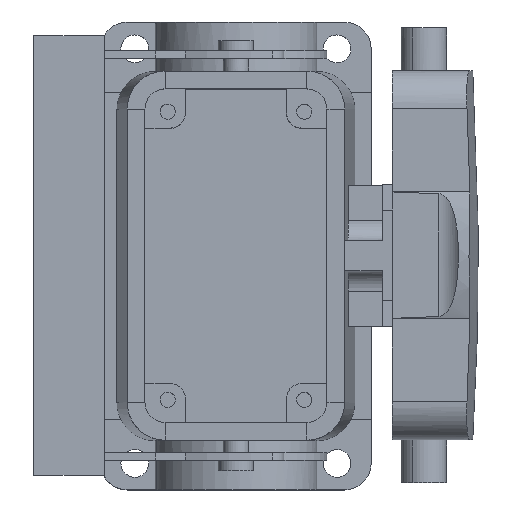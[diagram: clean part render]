
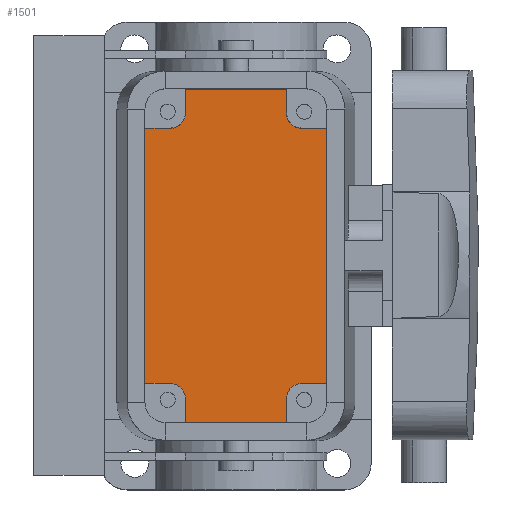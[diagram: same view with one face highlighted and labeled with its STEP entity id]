
A CAD part, top view. The second image highlights one B-rep face of the part: STEP entity #1501.
In plain terms, the highlighted planar face has unit normal (0, 0, 1).
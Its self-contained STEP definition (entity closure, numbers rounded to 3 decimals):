
#1356=AXIS2_PLACEMENT_3D('Plane Axis2P3D',#1353,#1354,#1355) ;
#297=CARTESIAN_POINT('Vertex',(30.,13.25,5.5)) ;
#339=CARTESIAN_POINT('Vertex',(50.,13.25,5.5)) ;
#342=CARTESIAN_POINT('Line Origine',(40.,13.25,5.5)) ;
#883=CARTESIAN_POINT('Vertex',(30.,18.,5.5)) ;
#891=CARTESIAN_POINT('Line Origine',(30.,15.625,5.5)) ;
#1334=CARTESIAN_POINT('Line Origine',(50.,15.625,5.5)) ;
#1338=CARTESIAN_POINT('Vertex',(50.,18.,5.5)) ;
#1353=CARTESIAN_POINT('Axis2P3D Location',(40.,46.25,5.5)) ;
#1359=CARTESIAN_POINT('Control Point',(50.,18.,5.5)) ;
#1360=CARTESIAN_POINT('Control Point',(50.,18.339,5.5)) ;
#1361=CARTESIAN_POINT('Control Point',(50.048,18.679,5.5)) ;
#1362=CARTESIAN_POINT('Control Point',(50.144,19.009,5.5)) ;
#1363=CARTESIAN_POINT('Control Point',(50.427,19.634,5.5)) ;
#1364=CARTESIAN_POINT('Control Point',(50.872,20.155,5.5)) ;
#1365=CARTESIAN_POINT('Control Point',(51.13,20.383,5.5)) ;
#1366=CARTESIAN_POINT('Control Point',(51.639,20.717,5.5)) ;
#1367=CARTESIAN_POINT('Control Point',(52.213,20.913,5.5)) ;
#1368=CARTESIAN_POINT('Control Point',(52.473,20.971,5.5)) ;
#1369=CARTESIAN_POINT('Control Point',(52.736,21.,5.5)) ;
#1370=CARTESIAN_POINT('Control Point',(53.,21.,5.5)) ;
#1371=CARTESIAN_POINT('Vertex',(53.,21.,5.5)) ;
#1374=CARTESIAN_POINT('Line Origine',(55.5,21.,5.5)) ;
#1378=CARTESIAN_POINT('Vertex',(58.,21.,5.5)) ;
#1381=CARTESIAN_POINT('Line Origine',(58.,46.25,5.5)) ;
#1385=CARTESIAN_POINT('Vertex',(58.,71.5,5.5)) ;
#1388=CARTESIAN_POINT('Line Origine',(55.5,71.5,5.5)) ;
#1392=CARTESIAN_POINT('Vertex',(53.,71.5,5.5)) ;
#1396=CARTESIAN_POINT('Control Point',(53.,71.5,5.5)) ;
#1397=CARTESIAN_POINT('Control Point',(52.661,71.5,5.5)) ;
#1398=CARTESIAN_POINT('Control Point',(52.321,71.548,5.5)) ;
#1399=CARTESIAN_POINT('Control Point',(51.991,71.644,5.5)) ;
#1400=CARTESIAN_POINT('Control Point',(51.366,71.927,5.5)) ;
#1401=CARTESIAN_POINT('Control Point',(50.845,72.372,5.5)) ;
#1402=CARTESIAN_POINT('Control Point',(50.617,72.63,5.5)) ;
#1403=CARTESIAN_POINT('Control Point',(50.283,73.139,5.5)) ;
#1404=CARTESIAN_POINT('Control Point',(50.087,73.713,5.5)) ;
#1405=CARTESIAN_POINT('Control Point',(50.029,73.973,5.5)) ;
#1406=CARTESIAN_POINT('Control Point',(50.,74.236,5.5)) ;
#1407=CARTESIAN_POINT('Control Point',(50.,74.5,5.5)) ;
#1408=CARTESIAN_POINT('Vertex',(50.,74.5,5.5)) ;
#1411=CARTESIAN_POINT('Line Origine',(50.,76.875,5.5)) ;
#1415=CARTESIAN_POINT('Vertex',(50.,79.25,5.5)) ;
#1418=CARTESIAN_POINT('Line Origine',(40.,79.25,5.5)) ;
#1422=CARTESIAN_POINT('Vertex',(30.,79.25,5.5)) ;
#1425=CARTESIAN_POINT('Line Origine',(30.,76.875,5.5)) ;
#1429=CARTESIAN_POINT('Vertex',(30.,74.5,5.5)) ;
#1433=CARTESIAN_POINT('Control Point',(30.,74.5,5.5)) ;
#1434=CARTESIAN_POINT('Control Point',(30.,74.161,5.5)) ;
#1435=CARTESIAN_POINT('Control Point',(29.952,73.821,5.5)) ;
#1436=CARTESIAN_POINT('Control Point',(29.856,73.491,5.5)) ;
#1437=CARTESIAN_POINT('Control Point',(29.573,72.866,5.5)) ;
#1438=CARTESIAN_POINT('Control Point',(29.128,72.345,5.5)) ;
#1439=CARTESIAN_POINT('Control Point',(28.87,72.117,5.5)) ;
#1440=CARTESIAN_POINT('Control Point',(28.361,71.783,5.5)) ;
#1441=CARTESIAN_POINT('Control Point',(27.787,71.587,5.5)) ;
#1442=CARTESIAN_POINT('Control Point',(27.527,71.529,5.5)) ;
#1443=CARTESIAN_POINT('Control Point',(27.264,71.5,5.5)) ;
#1444=CARTESIAN_POINT('Control Point',(27.,71.5,5.5)) ;
#1445=CARTESIAN_POINT('Vertex',(27.,71.5,5.5)) ;
#1448=CARTESIAN_POINT('Line Origine',(24.5,71.5,5.5)) ;
#1452=CARTESIAN_POINT('Vertex',(22.,71.5,5.5)) ;
#1455=CARTESIAN_POINT('Line Origine',(22.,46.25,5.5)) ;
#1459=CARTESIAN_POINT('Vertex',(22.,21.,5.5)) ;
#1462=CARTESIAN_POINT('Line Origine',(24.5,21.,5.5)) ;
#1466=CARTESIAN_POINT('Vertex',(27.,21.,5.5)) ;
#1470=CARTESIAN_POINT('Control Point',(27.,21.,5.5)) ;
#1471=CARTESIAN_POINT('Control Point',(27.339,21.,5.5)) ;
#1472=CARTESIAN_POINT('Control Point',(27.679,20.952,5.5)) ;
#1473=CARTESIAN_POINT('Control Point',(28.009,20.856,5.5)) ;
#1474=CARTESIAN_POINT('Control Point',(28.634,20.573,5.5)) ;
#1475=CARTESIAN_POINT('Control Point',(29.155,20.128,5.5)) ;
#1476=CARTESIAN_POINT('Control Point',(29.383,19.87,5.5)) ;
#1477=CARTESIAN_POINT('Control Point',(29.717,19.361,5.5)) ;
#1478=CARTESIAN_POINT('Control Point',(29.913,18.787,5.5)) ;
#1479=CARTESIAN_POINT('Control Point',(29.971,18.527,5.5)) ;
#1480=CARTESIAN_POINT('Control Point',(30.,18.264,5.5)) ;
#1481=CARTESIAN_POINT('Control Point',(30.,18.,5.5)) ;
#343=DIRECTION('Vector Direction',(1.,0.,0.)) ;
#892=DIRECTION('Vector Direction',(0.,-1.,0.)) ;
#1335=DIRECTION('Vector Direction',(0.,-1.,0.)) ;
#1354=DIRECTION('Axis2P3D Direction',(-0.,0.,1.)) ;
#1355=DIRECTION('Axis2P3D XDirection',(0.,-1.,0.)) ;
#1375=DIRECTION('Vector Direction',(-1.,0.,0.)) ;
#1382=DIRECTION('Vector Direction',(0.,-1.,0.)) ;
#1389=DIRECTION('Vector Direction',(-1.,0.,0.)) ;
#1412=DIRECTION('Vector Direction',(0.,1.,0.)) ;
#1419=DIRECTION('Vector Direction',(-1.,0.,0.)) ;
#1426=DIRECTION('Vector Direction',(0.,1.,0.)) ;
#1449=DIRECTION('Vector Direction',(1.,0.,0.)) ;
#1456=DIRECTION('Vector Direction',(0.,1.,0.)) ;
#1463=DIRECTION('Vector Direction',(1.,0.,0.)) ;
#344=VECTOR('Line Direction',#343,1.) ;
#893=VECTOR('Line Direction',#892,1.) ;
#1336=VECTOR('Line Direction',#1335,1.) ;
#1376=VECTOR('Line Direction',#1375,1.) ;
#1383=VECTOR('Line Direction',#1382,1.) ;
#1390=VECTOR('Line Direction',#1389,1.) ;
#1413=VECTOR('Line Direction',#1412,1.) ;
#1420=VECTOR('Line Direction',#1419,1.) ;
#1427=VECTOR('Line Direction',#1426,1.) ;
#1450=VECTOR('Line Direction',#1449,1.) ;
#1457=VECTOR('Line Direction',#1456,1.) ;
#1464=VECTOR('Line Direction',#1463,1.) ;
#1484=ORIENTED_EDGE('',*,*,#1373,.F.) ;
#1485=ORIENTED_EDGE('',*,*,#1380,.F.) ;
#1486=ORIENTED_EDGE('',*,*,#1387,.T.) ;
#1487=ORIENTED_EDGE('',*,*,#1394,.T.) ;
#1488=ORIENTED_EDGE('',*,*,#1410,.F.) ;
#1489=ORIENTED_EDGE('',*,*,#1417,.T.) ;
#1490=ORIENTED_EDGE('',*,*,#1424,.T.) ;
#1491=ORIENTED_EDGE('',*,*,#1431,.F.) ;
#1492=ORIENTED_EDGE('',*,*,#1447,.F.) ;
#1493=ORIENTED_EDGE('',*,*,#1454,.F.) ;
#1494=ORIENTED_EDGE('',*,*,#1461,.T.) ;
#1495=ORIENTED_EDGE('',*,*,#1468,.T.) ;
#1496=ORIENTED_EDGE('',*,*,#1482,.F.) ;
#1497=ORIENTED_EDGE('',*,*,#895,.T.) ;
#1498=ORIENTED_EDGE('',*,*,#346,.T.) ;
#1499=ORIENTED_EDGE('',*,*,#1340,.F.) ;
#1501=ADVANCED_FACE('Housing',(#1500),#1357,.T.) ;
#1358=B_SPLINE_CURVE_WITH_KNOTS('',5,(#1359,#1360,#1361,#1362,#1363,#1364,#1365,#1366,#1367,#1368,#1369,#1370),.UNSPECIFIED.,.F.,.U.,(6,3,3,6),(0.,2.4,4.8,6.664),.UNSPECIFIED.) ;
#1395=B_SPLINE_CURVE_WITH_KNOTS('',5,(#1396,#1397,#1398,#1399,#1400,#1401,#1402,#1403,#1404,#1405,#1406,#1407),.UNSPECIFIED.,.F.,.U.,(6,3,3,6),(0.,2.4,4.8,6.664),.UNSPECIFIED.) ;
#1432=B_SPLINE_CURVE_WITH_KNOTS('',5,(#1433,#1434,#1435,#1436,#1437,#1438,#1439,#1440,#1441,#1442,#1443,#1444),.UNSPECIFIED.,.F.,.U.,(6,3,3,6),(0.,2.4,4.8,6.664),.UNSPECIFIED.) ;
#1469=B_SPLINE_CURVE_WITH_KNOTS('',5,(#1470,#1471,#1472,#1473,#1474,#1475,#1476,#1477,#1478,#1479,#1480,#1481),.UNSPECIFIED.,.F.,.U.,(6,3,3,6),(0.,2.4,4.8,6.664),.UNSPECIFIED.) ;
#346=EDGE_CURVE('',#298,#340,#345,.T.) ;
#895=EDGE_CURVE('',#884,#298,#894,.T.) ;
#1340=EDGE_CURVE('',#1339,#340,#1337,.T.) ;
#1373=EDGE_CURVE('',#1372,#1339,#1358,.F.) ;
#1380=EDGE_CURVE('',#1379,#1372,#1377,.T.) ;
#1387=EDGE_CURVE('',#1379,#1386,#1384,.F.) ;
#1394=EDGE_CURVE('',#1386,#1393,#1391,.T.) ;
#1410=EDGE_CURVE('',#1409,#1393,#1395,.F.) ;
#1417=EDGE_CURVE('',#1409,#1416,#1414,.T.) ;
#1424=EDGE_CURVE('',#1416,#1423,#1421,.T.) ;
#1431=EDGE_CURVE('',#1430,#1423,#1428,.T.) ;
#1447=EDGE_CURVE('',#1446,#1430,#1432,.F.) ;
#1454=EDGE_CURVE('',#1453,#1446,#1451,.T.) ;
#1461=EDGE_CURVE('',#1453,#1460,#1458,.F.) ;
#1468=EDGE_CURVE('',#1460,#1467,#1465,.T.) ;
#1482=EDGE_CURVE('',#884,#1467,#1469,.F.) ;
#1483=EDGE_LOOP('',(#1484,#1485,#1486,#1487,#1488,#1489,#1490,#1491,#1492,#1493,#1494,#1495,#1496,#1497,#1498,#1499)) ;
#1500=FACE_OUTER_BOUND('',#1483,.T.) ;
#345=LINE('Line',#342,#344) ;
#894=LINE('Line',#891,#893) ;
#1337=LINE('Line',#1334,#1336) ;
#1377=LINE('Line',#1374,#1376) ;
#1384=LINE('Line',#1381,#1383) ;
#1391=LINE('Line',#1388,#1390) ;
#1414=LINE('Line',#1411,#1413) ;
#1421=LINE('Line',#1418,#1420) ;
#1428=LINE('Line',#1425,#1427) ;
#1451=LINE('Line',#1448,#1450) ;
#1458=LINE('Line',#1455,#1457) ;
#1465=LINE('Line',#1462,#1464) ;
#1357=PLANE('',#1356) ;
#298=VERTEX_POINT('',#297) ;
#340=VERTEX_POINT('',#339) ;
#884=VERTEX_POINT('',#883) ;
#1339=VERTEX_POINT('',#1338) ;
#1372=VERTEX_POINT('',#1371) ;
#1379=VERTEX_POINT('',#1378) ;
#1386=VERTEX_POINT('',#1385) ;
#1393=VERTEX_POINT('',#1392) ;
#1409=VERTEX_POINT('',#1408) ;
#1416=VERTEX_POINT('',#1415) ;
#1423=VERTEX_POINT('',#1422) ;
#1430=VERTEX_POINT('',#1429) ;
#1446=VERTEX_POINT('',#1445) ;
#1453=VERTEX_POINT('',#1452) ;
#1460=VERTEX_POINT('',#1459) ;
#1467=VERTEX_POINT('',#1466) ;
